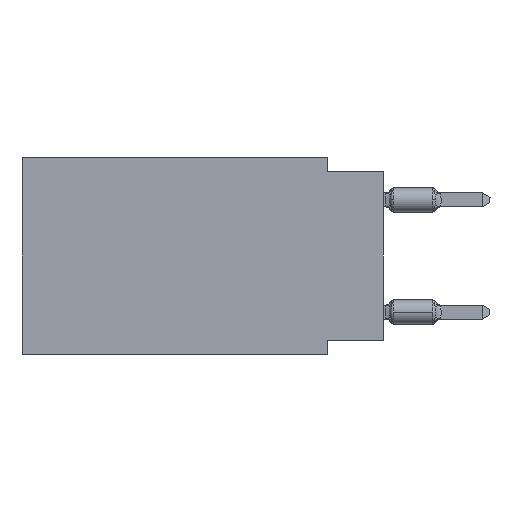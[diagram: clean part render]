
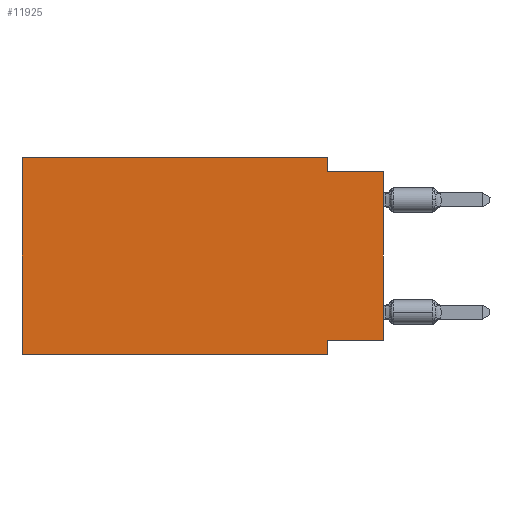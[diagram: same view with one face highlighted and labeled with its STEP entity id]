
A CAD part, left-side view. The second image highlights one B-rep face of the part: STEP entity #11925.
In plain terms, the highlighted planar face has unit normal (-1, 0, 0).
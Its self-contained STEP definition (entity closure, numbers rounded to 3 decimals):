
#57 = EDGE_CURVE ( 'NONE', #19398, #26895, #13301, .T. ) ;
#177 = CARTESIAN_POINT ( 'NONE',  ( 0., 16.383, -8.89 ) ) ;
#253 = CARTESIAN_POINT ( 'NONE',  ( 0., 2.54, -8.255 ) ) ;
#815 = EDGE_CURVE ( 'NONE', #6770, #22011, #8893, .T. ) ;
#1460 = VECTOR ( 'NONE', #8630, 1000. ) ;
#1750 = VERTEX_POINT ( 'NONE', #15778 ) ;
#2402 = ORIENTED_EDGE ( 'NONE', *, *, #11753, .F. ) ;
#2803 = DIRECTION ( 'NONE',  ( 0., -1., 0. ) ) ;
#3187 = CARTESIAN_POINT ( 'NONE',  ( 0., 0., -0.635 ) ) ;
#3564 = EDGE_CURVE ( 'NONE', #1750, #22715, #21901, .T. ) ;
#3798 = CARTESIAN_POINT ( 'NONE',  ( 0., 0., -0.635 ) ) ;
#4106 = VECTOR ( 'NONE', #21099, 1000. ) ;
#5062 = PLANE ( 'NONE',  #16849 ) ;
#5256 = CARTESIAN_POINT ( 'NONE',  ( 0., 0., -8.255 ) ) ;
#5743 = ORIENTED_EDGE ( 'NONE', *, *, #15822, .T. ) ;
#6041 = VECTOR ( 'NONE', #6917, 1000. ) ;
#6770 = VERTEX_POINT ( 'NONE', #19133 ) ;
#6917 = DIRECTION ( 'NONE',  ( 0., 1., 0. ) ) ;
#7728 = DIRECTION ( 'NONE',  ( 0., 0., -1. ) ) ;
#7998 = EDGE_CURVE ( 'NONE', #1750, #26895, #21499, .T. ) ;
#8308 = CARTESIAN_POINT ( 'NONE',  ( 0., 16.383, -8.89 ) ) ;
#8630 = DIRECTION ( 'NONE',  ( 0., -1., 0. ) ) ;
#8893 = LINE ( 'NONE', #17354, #21076 ) ;
#9218 = DIRECTION ( 'NONE',  ( 0., 0., -1. ) ) ;
#9356 = DIRECTION ( 'NONE',  ( 1., 0., 0. ) ) ;
#9371 = ORIENTED_EDGE ( 'NONE', *, *, #16120, .F. ) ;
#10636 = CARTESIAN_POINT ( 'NONE',  ( 0., 16.383, 0. ) ) ;
#11753 = EDGE_CURVE ( 'NONE', #22715, #24288, #24361, .T. ) ;
#11925 = ADVANCED_FACE ( 'NONE', ( #24199 ), #5062, .F. ) ;
#11998 = ORIENTED_EDGE ( 'NONE', *, *, #16298, .F. ) ;
#13120 = VERTEX_POINT ( 'NONE', #8308 ) ;
#13301 = LINE ( 'NONE', #3187, #21910 ) ;
#13756 = LINE ( 'NONE', #16124, #24912 ) ;
#13758 = CARTESIAN_POINT ( 'NONE',  ( 0., 2.54, 0. ) ) ;
#14447 = EDGE_LOOP ( 'NONE', ( #15701, #18405, #9371, #25880, #11998, #5743, #2402, #15571 ) ) ;
#15571 = ORIENTED_EDGE ( 'NONE', *, *, #3564, .F. ) ;
#15701 = ORIENTED_EDGE ( 'NONE', *, *, #7998, .T. ) ;
#15778 = CARTESIAN_POINT ( 'NONE',  ( 0., 0., -8.255 ) ) ;
#15822 = EDGE_CURVE ( 'NONE', #13120, #24288, #19165, .T. ) ;
#16120 = EDGE_CURVE ( 'NONE', #22011, #19398, #13756, .T. ) ;
#16124 = CARTESIAN_POINT ( 'NONE',  ( 0., 2.54, 0. ) ) ;
#16298 = EDGE_CURVE ( 'NONE', #13120, #6770, #18963, .T. ) ;
#16849 = AXIS2_PLACEMENT_3D ( 'NONE', #21690, #9356, #9218 ) ;
#17354 = CARTESIAN_POINT ( 'NONE',  ( 0., 16.383, 0. ) ) ;
#17695 = VECTOR ( 'NONE', #7728, 1000. ) ;
#18405 = ORIENTED_EDGE ( 'NONE', *, *, #57, .F. ) ;
#18963 = LINE ( 'NONE', #10636, #20948 ) ;
#19133 = CARTESIAN_POINT ( 'NONE',  ( 0., 16.383, 0. ) ) ;
#19165 = LINE ( 'NONE', #177, #1460 ) ;
#19398 = VERTEX_POINT ( 'NONE', #20942 ) ;
#19407 = CARTESIAN_POINT ( 'NONE',  ( 0., 0., 0. ) ) ;
#20942 = CARTESIAN_POINT ( 'NONE',  ( 0., 2.54, -0.635 ) ) ;
#20948 = VECTOR ( 'NONE', #27040, 1000. ) ;
#21076 = VECTOR ( 'NONE', #2803, 1000. ) ;
#21099 = DIRECTION ( 'NONE',  ( 0., 0., 1. ) ) ;
#21499 = LINE ( 'NONE', #19407, #4106 ) ;
#21690 = CARTESIAN_POINT ( 'NONE',  ( 0., 16.383, 0. ) ) ;
#21901 = LINE ( 'NONE', #5256, #6041 ) ;
#21910 = VECTOR ( 'NONE', #23842, 1000. ) ;
#22011 = VERTEX_POINT ( 'NONE', #13758 ) ;
#22715 = VERTEX_POINT ( 'NONE', #253 ) ;
#23842 = DIRECTION ( 'NONE',  ( 0., -1., 0. ) ) ;
#24199 = FACE_OUTER_BOUND ( 'NONE', #14447, .T. ) ;
#24288 = VERTEX_POINT ( 'NONE', #26016 ) ;
#24361 = LINE ( 'NONE', #26739, #17695 ) ;
#24912 = VECTOR ( 'NONE', #26660, 1000. ) ;
#25880 = ORIENTED_EDGE ( 'NONE', *, *, #815, .F. ) ;
#26016 = CARTESIAN_POINT ( 'NONE',  ( 0., 2.54, -8.89 ) ) ;
#26660 = DIRECTION ( 'NONE',  ( 0., 0., -1. ) ) ;
#26739 = CARTESIAN_POINT ( 'NONE',  ( 0., 2.54, -8.89 ) ) ;
#26895 = VERTEX_POINT ( 'NONE', #3798 ) ;
#27040 = DIRECTION ( 'NONE',  ( 0., 0., 1. ) ) ;
